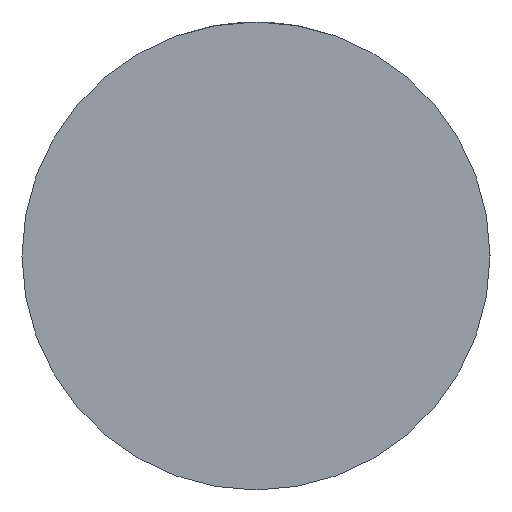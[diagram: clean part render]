
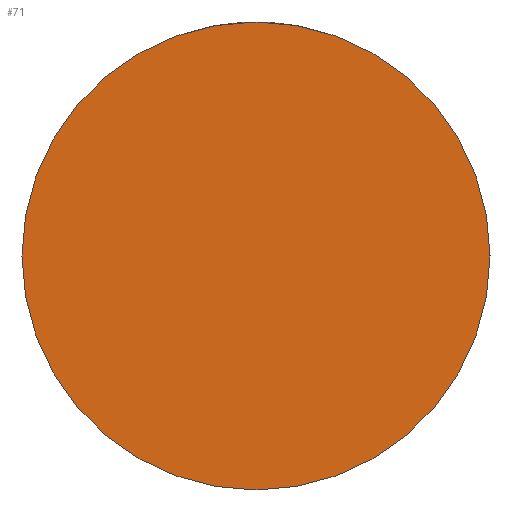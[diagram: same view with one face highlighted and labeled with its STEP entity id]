
A CAD part, left-side view. The second image highlights one B-rep face of the part: STEP entity #71.
In plain terms, the highlighted planar face has unit normal (-1, 0, 0).
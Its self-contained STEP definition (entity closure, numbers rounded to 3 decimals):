
#71 = ADVANCED_FACE( '', ( #147 ), #148, .F. );
#147 = FACE_OUTER_BOUND( '', #233, .T. );
#148 = PLANE( '', #234 );
#233 = EDGE_LOOP( '', ( #368 ) );
#234 = AXIS2_PLACEMENT_3D( '', #369, #370, #371 );
#368 = ORIENTED_EDGE( '', *, *, #490, .F. );
#369 = CARTESIAN_POINT( '', ( -1000., 0., 0. ) );
#370 = DIRECTION( '', ( 1., 0., 0. ) );
#371 = DIRECTION( '', ( 0., 0., -1. ) );
#490 = EDGE_CURVE( '', #576, #576, #577, .T. );
#576 = VERTEX_POINT( '', #747 );
#577 = CIRCLE( '', #748, 20. );
#747 = CARTESIAN_POINT( '', ( -1000., 0., -20. ) );
#748 = AXIS2_PLACEMENT_3D( '', #817, #818, #819 );
#817 = CARTESIAN_POINT( '', ( -1000., 0., 0. ) );
#818 = DIRECTION( '', ( 1., 0., 0. ) );
#819 = DIRECTION( '', ( 0., 0., -1. ) );
